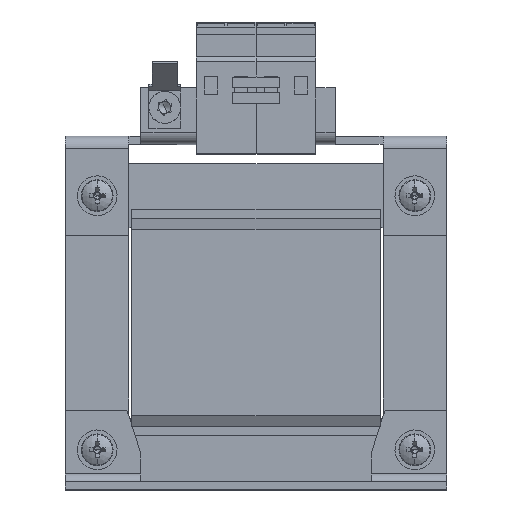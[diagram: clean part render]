
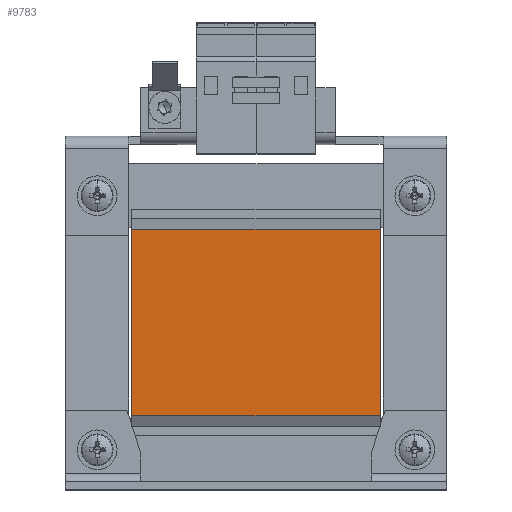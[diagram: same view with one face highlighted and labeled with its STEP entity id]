
A CAD part, top view. The second image highlights one B-rep face of the part: STEP entity #9783.
In plain terms, the highlighted planar face has unit normal (0, 0, 1).
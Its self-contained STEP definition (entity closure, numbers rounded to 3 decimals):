
#559 = ORIENTED_EDGE ( 'NONE', *, *, #16183, .T. ) ;
#1033 = FACE_OUTER_BOUND ( 'NONE', #29508, .T. ) ;
#3834 = CARTESIAN_POINT ( 'NONE',  ( -31.3, -23.5, 37.25 ) ) ;
#4850 = DIRECTION ( 'NONE',  ( 0., -1., 0. ) ) ;
#4873 = DIRECTION ( 'NONE',  ( 0., -1., 0. ) ) ;
#4999 = AXIS2_PLACEMENT_3D ( 'NONE', #22045, #10598, #20155 ) ;
#5048 = VERTEX_POINT ( 'NONE', #15060 ) ;
#6087 = VECTOR ( 'NONE', #8183, 1000. ) ;
#6910 = EDGE_CURVE ( 'NONE', #5048, #27160, #26325, .T. ) ;
#8183 = DIRECTION ( 'NONE',  ( -1., 0., 0. ) ) ;
#9534 = DIRECTION ( 'NONE',  ( -1., 0., 0. ) ) ;
#9783 = ADVANCED_FACE ( 'NONE', ( #1033 ), #12640, .F. ) ;
#10598 = DIRECTION ( 'NONE',  ( 0., 0., -1. ) ) ;
#11951 = EDGE_CURVE ( 'NONE', #28809, #27160, #27621, .T. ) ;
#12640 = PLANE ( 'NONE',  #4999 ) ;
#15060 = CARTESIAN_POINT ( 'NONE',  ( -31.3, 23.5, 37.25 ) ) ;
#15637 = VERTEX_POINT ( 'NONE', #30428 ) ;
#16183 = EDGE_CURVE ( 'NONE', #15637, #5048, #23336, .T. ) ;
#16928 = CARTESIAN_POINT ( 'NONE',  ( 31.3, 0., 37.25 ) ) ;
#18475 = CARTESIAN_POINT ( 'NONE',  ( 31.3, -23.5, 37.25 ) ) ;
#19069 = EDGE_CURVE ( 'NONE', #15637, #28809, #28391, .T. ) ;
#19941 = VECTOR ( 'NONE', #4850, 1000. ) ;
#20155 = DIRECTION ( 'NONE',  ( 0., 1., 0. ) ) ;
#21155 = CARTESIAN_POINT ( 'NONE',  ( -31.3, 0., 37.25 ) ) ;
#21439 = CARTESIAN_POINT ( 'NONE',  ( 31.3, 23.5, 37.25 ) ) ;
#22045 = CARTESIAN_POINT ( 'NONE',  ( 31.3, 0., 37.25 ) ) ;
#23239 = ORIENTED_EDGE ( 'NONE', *, *, #11951, .F. ) ;
#23336 = LINE ( 'NONE', #21439, #30731 ) ;
#24978 = VECTOR ( 'NONE', #4873, 1000. ) ;
#25016 = ORIENTED_EDGE ( 'NONE', *, *, #6910, .T. ) ;
#26325 = LINE ( 'NONE', #21155, #19941 ) ;
#27160 = VERTEX_POINT ( 'NONE', #3834 ) ;
#27471 = CARTESIAN_POINT ( 'NONE',  ( 31.3, -23.5, 37.25 ) ) ;
#27621 = LINE ( 'NONE', #27471, #6087 ) ;
#28391 = LINE ( 'NONE', #16928, #24978 ) ;
#28809 = VERTEX_POINT ( 'NONE', #18475 ) ;
#29315 = ORIENTED_EDGE ( 'NONE', *, *, #19069, .F. ) ;
#29508 = EDGE_LOOP ( 'NONE', ( #25016, #23239, #29315, #559 ) ) ;
#30428 = CARTESIAN_POINT ( 'NONE',  ( 31.3, 23.5, 37.25 ) ) ;
#30731 = VECTOR ( 'NONE', #9534, 1000. ) ;
